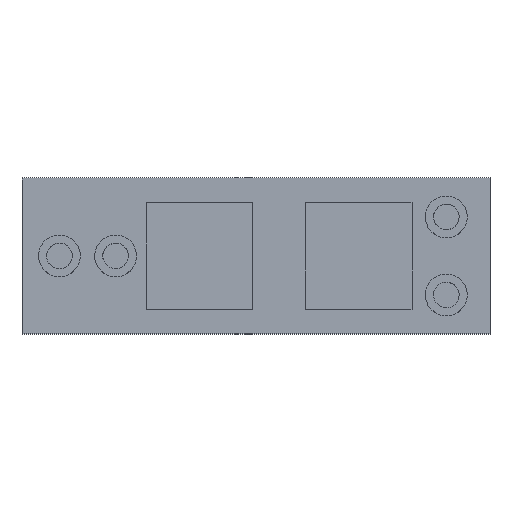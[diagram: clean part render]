
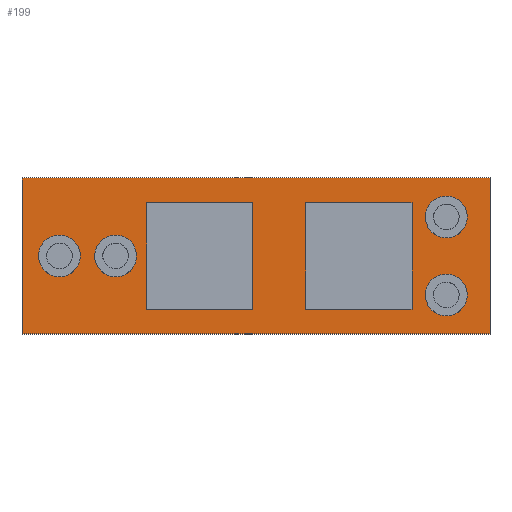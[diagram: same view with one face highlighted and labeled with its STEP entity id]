
A CAD part, top view. The second image highlights one B-rep face of the part: STEP entity #199.
In plain terms, the highlighted planar face has unit normal (0, 0, 1).
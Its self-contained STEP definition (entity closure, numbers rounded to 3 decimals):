
#77=FACE_BOUND('',#486,.T.);
#78=FACE_BOUND('',#487,.T.);
#79=FACE_BOUND('',#488,.T.);
#80=FACE_BOUND('',#489,.T.);
#81=FACE_BOUND('',#490,.T.);
#82=FACE_BOUND('',#491,.T.);
#199=ADVANCED_FACE('',(#339,#77,#78,#79,#80,#81,#82),#2355,.T.);
#339=FACE_OUTER_BOUND('',#485,.T.);
#485=EDGE_LOOP('',(#1095,#1096,#1097,#1098));
#486=EDGE_LOOP('',(#1099,#1100,#1101,#1102));
#487=EDGE_LOOP('',(#1103,#1104,#1105,#1106));
#488=EDGE_LOOP('',(#1107,#1108));
#489=EDGE_LOOP('',(#1109,#1110));
#490=EDGE_LOOP('',(#1111,#1112));
#491=EDGE_LOOP('',(#1113,#1114));
#1095=ORIENTED_EDGE('',*,*,#1545,.T.);
#1096=ORIENTED_EDGE('',*,*,#1546,.T.);
#1097=ORIENTED_EDGE('',*,*,#1547,.T.);
#1098=ORIENTED_EDGE('',*,*,#1548,.T.);
#1099=ORIENTED_EDGE('',*,*,#1549,.T.);
#1100=ORIENTED_EDGE('',*,*,#1550,.T.);
#1101=ORIENTED_EDGE('',*,*,#1551,.T.);
#1102=ORIENTED_EDGE('',*,*,#1552,.T.);
#1103=ORIENTED_EDGE('',*,*,#1553,.T.);
#1104=ORIENTED_EDGE('',*,*,#1554,.T.);
#1105=ORIENTED_EDGE('',*,*,#1555,.T.);
#1106=ORIENTED_EDGE('',*,*,#1556,.T.);
#1107=ORIENTED_EDGE('',*,*,#1612,.F.);
#1108=ORIENTED_EDGE('',*,*,#1527,.F.);
#1109=ORIENTED_EDGE('',*,*,#1615,.F.);
#1110=ORIENTED_EDGE('',*,*,#1530,.F.);
#1111=ORIENTED_EDGE('',*,*,#1609,.F.);
#1112=ORIENTED_EDGE('',*,*,#1524,.F.);
#1113=ORIENTED_EDGE('',*,*,#1606,.F.);
#1114=ORIENTED_EDGE('',*,*,#1521,.F.);
#1521=EDGE_CURVE('',#2175,#2223,#1839,.T.);
#1524=EDGE_CURVE('',#2176,#2225,#1842,.T.);
#1527=EDGE_CURVE('',#2177,#2227,#1845,.T.);
#1530=EDGE_CURVE('',#2178,#2229,#1848,.T.);
#1545=EDGE_CURVE('',#2184,#2183,#1935,.T.);
#1546=EDGE_CURVE('',#2183,#2185,#1936,.T.);
#1547=EDGE_CURVE('',#2185,#2186,#1937,.T.);
#1548=EDGE_CURVE('',#2186,#2184,#1938,.T.);
#1549=EDGE_CURVE('',#2188,#2187,#1939,.T.);
#1550=EDGE_CURVE('',#2187,#2189,#1940,.T.);
#1551=EDGE_CURVE('',#2189,#2190,#1941,.T.);
#1552=EDGE_CURVE('',#2190,#2188,#1942,.T.);
#1553=EDGE_CURVE('',#2192,#2191,#1943,.T.);
#1554=EDGE_CURVE('',#2191,#2193,#1944,.T.);
#1555=EDGE_CURVE('',#2193,#2194,#1945,.T.);
#1556=EDGE_CURVE('',#2194,#2192,#1946,.T.);
#1606=EDGE_CURVE('',#2223,#2175,#1864,.T.);
#1609=EDGE_CURVE('',#2225,#2176,#1867,.T.);
#1612=EDGE_CURVE('',#2227,#2177,#1870,.T.);
#1615=EDGE_CURVE('',#2229,#2178,#1873,.T.);
#1839=(
BOUNDED_CURVE()
B_SPLINE_CURVE(2,(#4087,#4088,#4089,#4090,#4091),.UNSPECIFIED.,.F.,.F.)
B_SPLINE_CURVE_WITH_KNOTS((3,2,3),(0.,5.262,10.524),
 .UNSPECIFIED.)
CURVE()
GEOMETRIC_REPRESENTATION_ITEM()
RATIONAL_B_SPLINE_CURVE((1.,0.707,1.,0.707,1.))
REPRESENTATION_ITEM('')
);
#1842=(
BOUNDED_CURVE()
B_SPLINE_CURVE(2,(#4099,#4100,#4101,#4102,#4103),.UNSPECIFIED.,.F.,.F.)
B_SPLINE_CURVE_WITH_KNOTS((3,2,3),(0.,5.262,10.524),
 .UNSPECIFIED.)
CURVE()
GEOMETRIC_REPRESENTATION_ITEM()
RATIONAL_B_SPLINE_CURVE((1.,0.707,1.,0.707,1.))
REPRESENTATION_ITEM('')
);
#1845=(
BOUNDED_CURVE()
B_SPLINE_CURVE(2,(#4111,#4112,#4113,#4114,#4115),.UNSPECIFIED.,.F.,.F.)
B_SPLINE_CURVE_WITH_KNOTS((3,2,3),(-21.049,-15.787,
-10.524),.UNSPECIFIED.)
CURVE()
GEOMETRIC_REPRESENTATION_ITEM()
RATIONAL_B_SPLINE_CURVE((1.,0.707,1.,0.707,1.))
REPRESENTATION_ITEM('')
);
#1848=(
BOUNDED_CURVE()
B_SPLINE_CURVE(2,(#4123,#4124,#4125,#4126,#4127),.UNSPECIFIED.,.F.,.F.)
B_SPLINE_CURVE_WITH_KNOTS((3,2,3),(0.,5.262,10.524),
 .UNSPECIFIED.)
CURVE()
GEOMETRIC_REPRESENTATION_ITEM()
RATIONAL_B_SPLINE_CURVE((1.,0.707,1.,0.707,1.))
REPRESENTATION_ITEM('')
);
#1864=(
BOUNDED_CURVE()
B_SPLINE_CURVE(2,(#4305,#4306,#4307,#4308,#4309),.UNSPECIFIED.,.F.,.F.)
B_SPLINE_CURVE_WITH_KNOTS((3,2,3),(10.524,15.787,21.049),
 .UNSPECIFIED.)
CURVE()
GEOMETRIC_REPRESENTATION_ITEM()
RATIONAL_B_SPLINE_CURVE((1.,0.707,1.,0.707,1.))
REPRESENTATION_ITEM('')
);
#1867=(
BOUNDED_CURVE()
B_SPLINE_CURVE(2,(#4317,#4318,#4319,#4320,#4321),.UNSPECIFIED.,.F.,.F.)
B_SPLINE_CURVE_WITH_KNOTS((3,2,3),(10.524,15.787,21.049),
 .UNSPECIFIED.)
CURVE()
GEOMETRIC_REPRESENTATION_ITEM()
RATIONAL_B_SPLINE_CURVE((1.,0.707,1.,0.707,1.))
REPRESENTATION_ITEM('')
);
#1870=(
BOUNDED_CURVE()
B_SPLINE_CURVE(2,(#4329,#4330,#4331,#4332,#4333),.UNSPECIFIED.,.F.,.F.)
B_SPLINE_CURVE_WITH_KNOTS((3,2,3),(-10.524,-5.262,0.),
 .UNSPECIFIED.)
CURVE()
GEOMETRIC_REPRESENTATION_ITEM()
RATIONAL_B_SPLINE_CURVE((1.,0.707,1.,0.707,1.))
REPRESENTATION_ITEM('')
);
#1873=(
BOUNDED_CURVE()
B_SPLINE_CURVE(2,(#4341,#4342,#4343,#4344,#4345),.UNSPECIFIED.,.F.,.F.)
B_SPLINE_CURVE_WITH_KNOTS((3,2,3),(10.524,15.787,21.049),
 .UNSPECIFIED.)
CURVE()
GEOMETRIC_REPRESENTATION_ITEM()
RATIONAL_B_SPLINE_CURVE((1.,0.707,1.,0.707,1.))
REPRESENTATION_ITEM('')
);
#1935=B_SPLINE_CURVE_WITH_KNOTS('',1,(#4183,#4184),.UNSPECIFIED.,.F.,.F.,
(2,2),(0.,75.),.UNSPECIFIED.);
#1936=B_SPLINE_CURVE_WITH_KNOTS('',1,(#4185,#4186),.UNSPECIFIED.,.F.,.F.,
(2,2),(75.,100.),.UNSPECIFIED.);
#1937=B_SPLINE_CURVE_WITH_KNOTS('',1,(#4187,#4188),.UNSPECIFIED.,.F.,.F.,
(2,2),(100.,175.),.UNSPECIFIED.);
#1938=B_SPLINE_CURVE_WITH_KNOTS('',1,(#4189,#4190),.UNSPECIFIED.,.F.,.F.,
(2,2),(175.,200.),.UNSPECIFIED.);
#1939=B_SPLINE_CURVE_WITH_KNOTS('',1,(#4191,#4192),.UNSPECIFIED.,.F.,.F.,
(2,2),(200.,217.),.UNSPECIFIED.);
#1940=B_SPLINE_CURVE_WITH_KNOTS('',1,(#4193,#4194),.UNSPECIFIED.,.F.,.F.,
(2,2),(217.,234.),.UNSPECIFIED.);
#1941=B_SPLINE_CURVE_WITH_KNOTS('',1,(#4195,#4196),.UNSPECIFIED.,.F.,.F.,
(2,2),(234.,251.),.UNSPECIFIED.);
#1942=B_SPLINE_CURVE_WITH_KNOTS('',1,(#4197,#4198),.UNSPECIFIED.,.F.,.F.,
(2,2),(251.,268.),.UNSPECIFIED.);
#1943=B_SPLINE_CURVE_WITH_KNOTS('',1,(#4199,#4200),.UNSPECIFIED.,.F.,.F.,
(2,2),(268.,285.),.UNSPECIFIED.);
#1944=B_SPLINE_CURVE_WITH_KNOTS('',1,(#4201,#4202),.UNSPECIFIED.,.F.,.F.,
(2,2),(285.,302.),.UNSPECIFIED.);
#1945=B_SPLINE_CURVE_WITH_KNOTS('',1,(#4203,#4204),.UNSPECIFIED.,.F.,.F.,
(2,2),(302.,319.),.UNSPECIFIED.);
#1946=B_SPLINE_CURVE_WITH_KNOTS('',1,(#4205,#4206),.UNSPECIFIED.,.F.,.F.,
(2,2),(319.,336.),.UNSPECIFIED.);
#2175=VERTEX_POINT('',#4023);
#2176=VERTEX_POINT('',#4024);
#2177=VERTEX_POINT('',#4025);
#2178=VERTEX_POINT('',#4026);
#2183=VERTEX_POINT('',#4031);
#2184=VERTEX_POINT('',#4032);
#2185=VERTEX_POINT('',#4033);
#2186=VERTEX_POINT('',#4034);
#2187=VERTEX_POINT('',#4035);
#2188=VERTEX_POINT('',#4036);
#2189=VERTEX_POINT('',#4037);
#2190=VERTEX_POINT('',#4038);
#2191=VERTEX_POINT('',#4039);
#2192=VERTEX_POINT('',#4040);
#2193=VERTEX_POINT('',#4041);
#2194=VERTEX_POINT('',#4042);
#2223=VERTEX_POINT('',#4071);
#2225=VERTEX_POINT('',#4073);
#2227=VERTEX_POINT('',#4075);
#2229=VERTEX_POINT('',#4077);
#2355=PLANE('',#2429);
#2429=AXIS2_PLACEMENT_3D('',#3911,#2486,$);
#2486=DIRECTION('',(0.,0.,1.));
#3911=CARTESIAN_POINT('',(-37.5,-12.5,1.));
#4023=CARTESIAN_POINT('',(-19.15,0.,1.));
#4024=CARTESIAN_POINT('',(-28.15,0.,1.));
#4025=CARTESIAN_POINT('',(33.85,-6.25,1.));
#4026=CARTESIAN_POINT('',(33.85,6.25,1.));
#4031=CARTESIAN_POINT('',(37.5,-12.5,1.));
#4032=CARTESIAN_POINT('',(-37.5,-12.5,1.));
#4033=CARTESIAN_POINT('',(37.5,12.5,1.));
#4034=CARTESIAN_POINT('',(-37.5,12.5,1.));
#4035=CARTESIAN_POINT('',(-17.486,8.497,1.));
#4036=CARTESIAN_POINT('',(-17.486,-8.503,1.));
#4037=CARTESIAN_POINT('',(-0.486,8.497,1.));
#4038=CARTESIAN_POINT('',(-0.486,-8.503,1.));
#4039=CARTESIAN_POINT('',(8.,8.5,1.));
#4040=CARTESIAN_POINT('',(8.,-8.5,1.));
#4041=CARTESIAN_POINT('',(25.,8.5,1.));
#4042=CARTESIAN_POINT('',(25.,-8.5,1.));
#4071=CARTESIAN_POINT('',(-25.85,0.,1.));
#4073=CARTESIAN_POINT('',(-34.85,0.,1.));
#4075=CARTESIAN_POINT('',(27.15,-6.25,1.));
#4077=CARTESIAN_POINT('',(27.15,6.25,1.));
#4087=CARTESIAN_POINT('',(-19.15,0.,1.));
#4088=CARTESIAN_POINT('',(-19.15,3.35,1.));
#4089=CARTESIAN_POINT('',(-22.5,3.35,1.));
#4090=CARTESIAN_POINT('',(-25.85,3.35,1.));
#4091=CARTESIAN_POINT('',(-25.85,0.,1.));
#4099=CARTESIAN_POINT('',(-28.15,0.,1.));
#4100=CARTESIAN_POINT('',(-28.15,3.35,1.));
#4101=CARTESIAN_POINT('',(-31.5,3.35,1.));
#4102=CARTESIAN_POINT('',(-34.85,3.35,1.));
#4103=CARTESIAN_POINT('',(-34.85,0.,1.));
#4111=CARTESIAN_POINT('',(33.85,-6.25,1.));
#4112=CARTESIAN_POINT('',(33.85,-2.9,1.));
#4113=CARTESIAN_POINT('',(30.5,-2.9,1.));
#4114=CARTESIAN_POINT('',(27.15,-2.9,1.));
#4115=CARTESIAN_POINT('',(27.15,-6.25,1.));
#4123=CARTESIAN_POINT('',(33.85,6.25,1.));
#4124=CARTESIAN_POINT('',(33.85,9.6,1.));
#4125=CARTESIAN_POINT('',(30.5,9.6,1.));
#4126=CARTESIAN_POINT('',(27.15,9.6,1.));
#4127=CARTESIAN_POINT('',(27.15,6.25,1.));
#4183=CARTESIAN_POINT('',(-37.5,-12.5,1.));
#4184=CARTESIAN_POINT('',(37.5,-12.5,1.));
#4185=CARTESIAN_POINT('',(37.5,-12.5,1.));
#4186=CARTESIAN_POINT('',(37.5,12.5,1.));
#4187=CARTESIAN_POINT('',(37.5,12.5,1.));
#4188=CARTESIAN_POINT('',(-37.5,12.5,1.));
#4189=CARTESIAN_POINT('',(-37.5,12.5,1.));
#4190=CARTESIAN_POINT('',(-37.5,-12.5,1.));
#4191=CARTESIAN_POINT('',(-17.486,-8.503,1.));
#4192=CARTESIAN_POINT('',(-17.486,8.497,1.));
#4193=CARTESIAN_POINT('',(-17.486,8.497,1.));
#4194=CARTESIAN_POINT('',(-0.486,8.497,1.));
#4195=CARTESIAN_POINT('',(-0.486,8.497,1.));
#4196=CARTESIAN_POINT('',(-0.486,-8.503,1.));
#4197=CARTESIAN_POINT('',(-0.486,-8.503,1.));
#4198=CARTESIAN_POINT('',(-17.486,-8.503,1.));
#4199=CARTESIAN_POINT('',(8.,-8.5,1.));
#4200=CARTESIAN_POINT('',(8.,8.5,1.));
#4201=CARTESIAN_POINT('',(8.,8.5,1.));
#4202=CARTESIAN_POINT('',(25.,8.5,1.));
#4203=CARTESIAN_POINT('',(25.,8.5,1.));
#4204=CARTESIAN_POINT('',(25.,-8.5,1.));
#4205=CARTESIAN_POINT('',(25.,-8.5,1.));
#4206=CARTESIAN_POINT('',(8.,-8.5,1.));
#4305=CARTESIAN_POINT('',(-25.85,0.,1.));
#4306=CARTESIAN_POINT('',(-25.85,-3.35,1.));
#4307=CARTESIAN_POINT('',(-22.5,-3.35,1.));
#4308=CARTESIAN_POINT('',(-19.15,-3.35,1.));
#4309=CARTESIAN_POINT('',(-19.15,0.,1.));
#4317=CARTESIAN_POINT('',(-34.85,0.,1.));
#4318=CARTESIAN_POINT('',(-34.85,-3.35,1.));
#4319=CARTESIAN_POINT('',(-31.5,-3.35,1.));
#4320=CARTESIAN_POINT('',(-28.15,-3.35,1.));
#4321=CARTESIAN_POINT('',(-28.15,0.,1.));
#4329=CARTESIAN_POINT('',(27.15,-6.25,1.));
#4330=CARTESIAN_POINT('',(27.15,-9.6,1.));
#4331=CARTESIAN_POINT('',(30.5,-9.6,1.));
#4332=CARTESIAN_POINT('',(33.85,-9.6,1.));
#4333=CARTESIAN_POINT('',(33.85,-6.25,1.));
#4341=CARTESIAN_POINT('',(27.15,6.25,1.));
#4342=CARTESIAN_POINT('',(27.15,2.9,1.));
#4343=CARTESIAN_POINT('',(30.5,2.9,1.));
#4344=CARTESIAN_POINT('',(33.85,2.9,1.));
#4345=CARTESIAN_POINT('',(33.85,6.25,1.));
